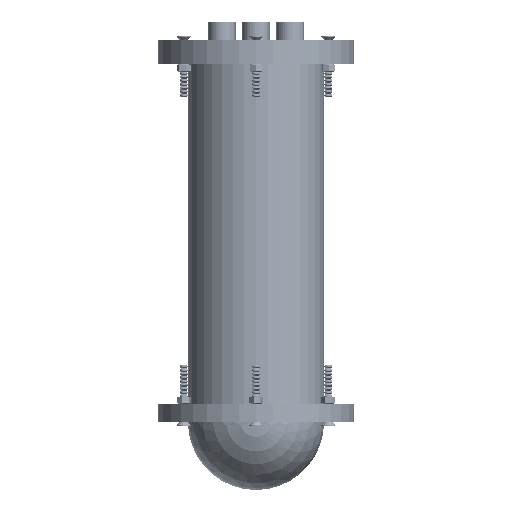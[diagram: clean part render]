
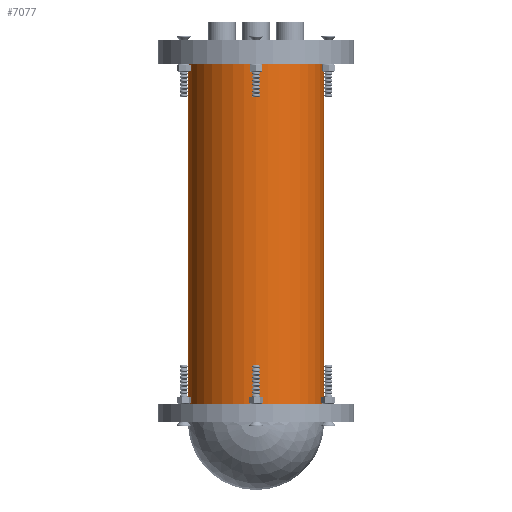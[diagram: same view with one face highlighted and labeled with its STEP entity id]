
A CAD part, front view. The second image highlights one B-rep face of the part: STEP entity #7077.
In plain terms, the highlighted cylindrical face has radius 45 mm (diameter 90 mm), a partial arc.
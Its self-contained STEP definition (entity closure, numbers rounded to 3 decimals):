
#154 = DIRECTION ( 'NONE',  ( 0., 0., 1. ) ) ;
#686 = EDGE_CURVE ( 'NONE', #13484, #3717, #7327, .T. ) ;
#1027 = EDGE_CURVE ( 'NONE', #9381, #8178, #10635, .T. ) ;
#1034 = ORIENTED_EDGE ( 'NONE', *, *, #1027, .F. ) ;
#1400 = DIRECTION ( 'NONE',  ( 1., 0., 0. ) ) ;
#1978 = EDGE_CURVE ( 'NONE', #9381, #3717, #12900, .T. ) ;
#2325 = DIRECTION ( 'NONE',  ( 0., 0., -1. ) ) ;
#3469 = EDGE_LOOP ( 'NONE', ( #5896, #1034, #13152, #15225 ) ) ;
#3621 = EDGE_CURVE ( 'NONE', #8178, #13484, #13676, .T. ) ;
#3717 = VERTEX_POINT ( 'NONE', #5441 ) ;
#3952 = VECTOR ( 'NONE', #14163, 1000. ) ;
#3962 = DIRECTION ( 'NONE',  ( 0., 0., -1. ) ) ;
#4015 = CARTESIAN_POINT ( 'NONE',  ( -45., 0., 112. ) ) ;
#4639 = CARTESIAN_POINT ( 'NONE',  ( 45., 0., 112. ) ) ;
#4654 = DIRECTION ( 'NONE',  ( 0., 0., -1. ) ) ;
#5389 = CYLINDRICAL_SURFACE ( 'NONE', #11811, 45. ) ;
#5441 = CARTESIAN_POINT ( 'NONE',  ( -45., 0., -112. ) ) ;
#5497 = AXIS2_PLACEMENT_3D ( 'NONE', #16601, #4654, #12113 ) ;
#5896 = ORIENTED_EDGE ( 'NONE', *, *, #3621, .F. ) ;
#7077 = ADVANCED_FACE ( 'NONE', ( #18459 ), #5389, .T. ) ;
#7118 = CARTESIAN_POINT ( 'NONE',  ( 0., 0., 112. ) ) ;
#7327 = CIRCLE ( 'NONE', #5497, 45. ) ;
#8178 = VERTEX_POINT ( 'NONE', #4639 ) ;
#9381 = VERTEX_POINT ( 'NONE', #4015 ) ;
#10635 = CIRCLE ( 'NONE', #13062, 45. ) ;
#11223 = CARTESIAN_POINT ( 'NONE',  ( 0., 0., 120. ) ) ;
#11313 = DIRECTION ( 'NONE',  ( -1., 0., 0. ) ) ;
#11811 = AXIS2_PLACEMENT_3D ( 'NONE', #11223, #3962, #11313 ) ;
#12113 = DIRECTION ( 'NONE',  ( -1., 0., 0. ) ) ;
#12520 = VECTOR ( 'NONE', #2325, 1000. ) ;
#12806 = CARTESIAN_POINT ( 'NONE',  ( -45., 0., 120. ) ) ;
#12900 = LINE ( 'NONE', #12806, #3952 ) ;
#13062 = AXIS2_PLACEMENT_3D ( 'NONE', #7118, #154, #1400 ) ;
#13152 = ORIENTED_EDGE ( 'NONE', *, *, #1978, .T. ) ;
#13484 = VERTEX_POINT ( 'NONE', #14668 ) ;
#13676 = LINE ( 'NONE', #15396, #12520 ) ;
#14163 = DIRECTION ( 'NONE',  ( 0., 0., -1. ) ) ;
#14668 = CARTESIAN_POINT ( 'NONE',  ( 45., 0., -112. ) ) ;
#15225 = ORIENTED_EDGE ( 'NONE', *, *, #686, .F. ) ;
#15396 = CARTESIAN_POINT ( 'NONE',  ( 45., 0., 120. ) ) ;
#16601 = CARTESIAN_POINT ( 'NONE',  ( 0., 0., -112. ) ) ;
#18459 = FACE_OUTER_BOUND ( 'NONE', #3469, .T. ) ;
